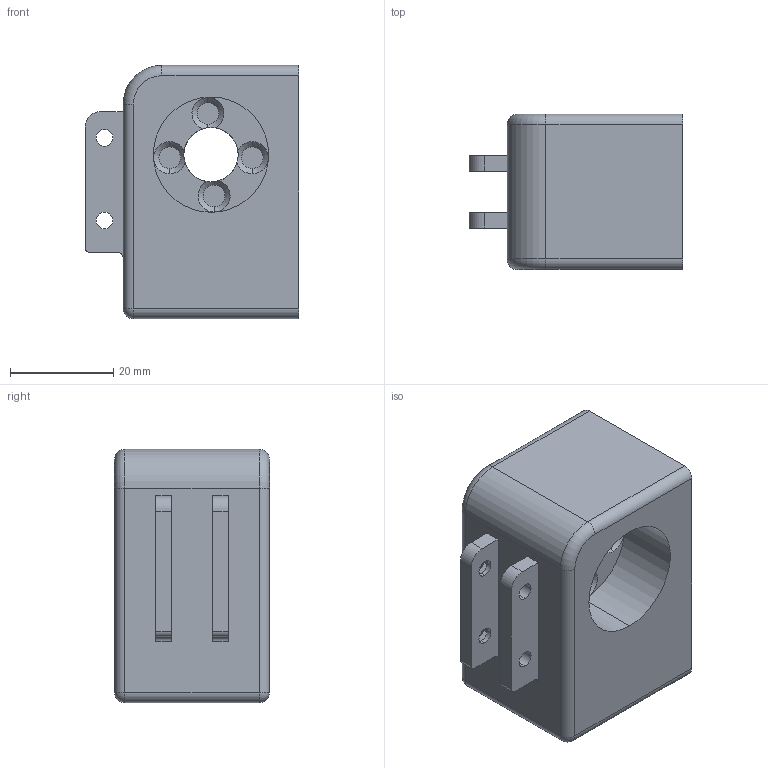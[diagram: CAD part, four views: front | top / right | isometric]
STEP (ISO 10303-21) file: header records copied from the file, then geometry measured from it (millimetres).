
FILE_DESCRIPTION (( 'STEP AP203' ), '1' );
FILE_NAME ('Lead Screw Nut to Linear Bearing Block.STEP', '2023-07-16T16:26:53', ( '' ), ( '' ), 'SwSTEP 2.0', 'SolidWorks 2023', '' );
FILE_SCHEMA (( 'CONFIG_CONTROL_DESIGN' ));
Length unit declared in the file: millimetre
Products named in the file (1): Lead Screw Nut to Linear Bearing Block
Bounding box: 41.35 x 30 x 49 mm (x, y, z)
Volume: 43288.8 mm3; surface area: 10788.7 mm2
Topology: 1 solids, 1 shells, 101 faces, 252 edges, 158 vertices
Faces by surface type: cylinder 42, plane 39, cone 16, torus 2, sphere 2
Entity records: 3131 total; most frequent: CARTESIAN_POINT 566, DIRECTION 548, ORIENTED_EDGE 500, EDGE_CURVE 250, AXIS2_PLACEMENT_3D 208, VERTEX_POINT 158, VECTOR 132, LINE 132
